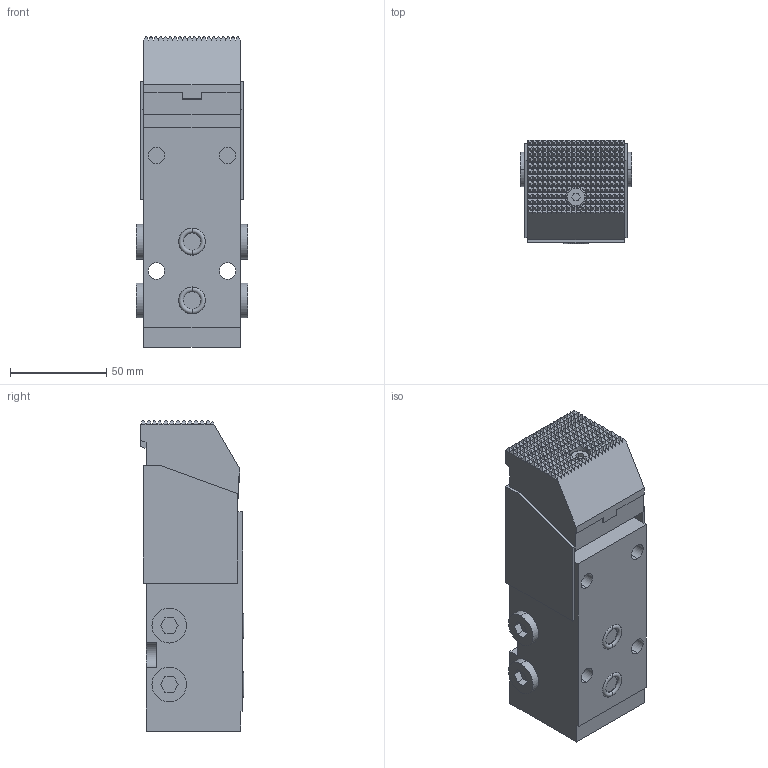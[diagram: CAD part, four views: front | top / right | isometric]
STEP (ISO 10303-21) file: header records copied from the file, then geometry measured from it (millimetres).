
FILE_DESCRIPTION((''),'2;1');
FILE_NAME('ILCM41532020','2020-09-15T',('Mjust'),(''),'PRO/ENGINEER BY PARAMETRIC TECHNOLOGY CORPORATION, 2017170','PRO/ENGINEER BY PARAMETRIC TECHNOLOGY CORPORATION, 2017170','');
FILE_SCHEMA(('AUTOMOTIVE_DESIGN { 1 0 10303 214 1 1 1 1 }'));
Length unit declared in the file: millimetre
Products named in the file (1): ILCM41532020
Bounding box: 58 x 53.55 x 161 mm (x, y, z)
Volume: 373039.3 mm3; surface area: 53635.5 mm2
Topology: 3 solids, 3 shells, 1115 faces, 2744 edges, 1645 vertices
Faces by surface type: plane 1077, cylinder 28, torus 10
Entity records: 39865 total; most frequent: CARTESIAN_POINT 5600, ORIENTED_EDGE 5488, DIRECTION 5006, PRESENTATION_STYLE_ASSIGNMENT 2747, STYLED_ITEM 2747, CURVE_STYLE 2744, EDGE_CURVE 2744, VECTOR 2624
